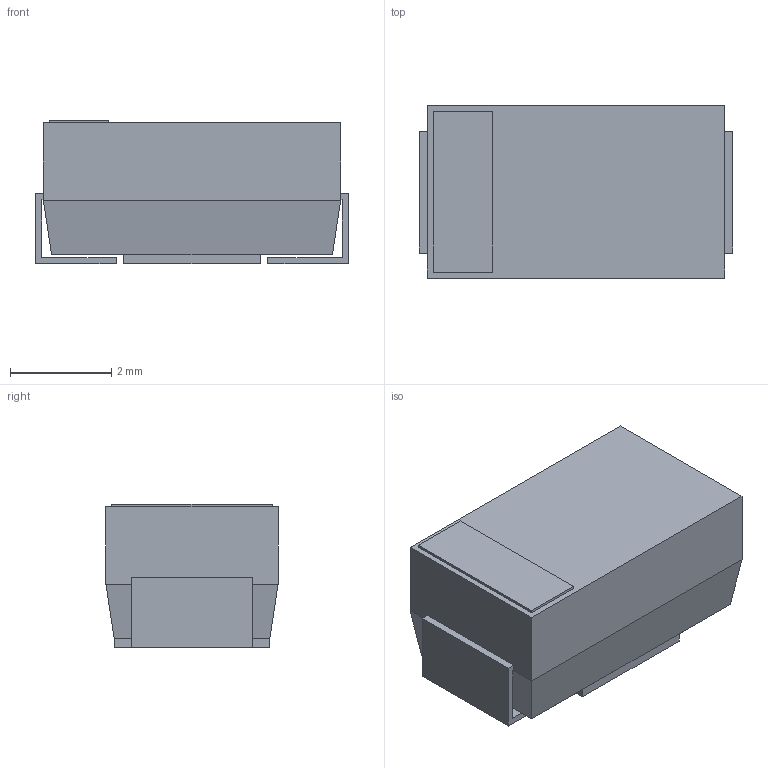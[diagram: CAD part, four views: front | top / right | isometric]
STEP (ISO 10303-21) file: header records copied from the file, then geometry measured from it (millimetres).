
FILE_DESCRIPTION(('STEP AP214'),'1');
FILE_NAME('TAJC-L','2019-03-26T01:23:32',(''),(''),'','','');
FILE_SCHEMA(('AUTOMOTIVE_DESIGN'));
Length unit declared in the file: millimetre
Products named in the file (1): product
Bounding box: 6.2 x 3.4 x 2.85 mm (x, y, z)
Surface area: 125.8 mm2 (no closed solid volume)
Topology: 0 solids, 42 shells, 42 faces, 184 edges, 184 vertices
Faces by surface type: plane 42
Entity records: 2093 total; most frequent: CARTESIAN_POINT 411, VERTEX_POINT 368, DIRECTION 270, ORIENTED_EDGE 184, EDGE_CURVE 184, LINE 184, VECTOR 184, AXIS2_PLACEMENT_3D 43
